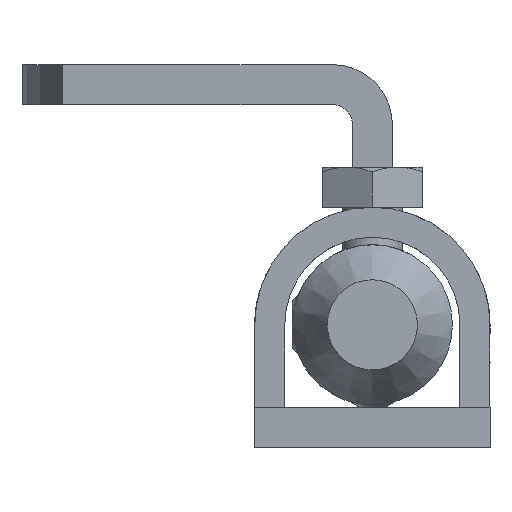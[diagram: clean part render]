
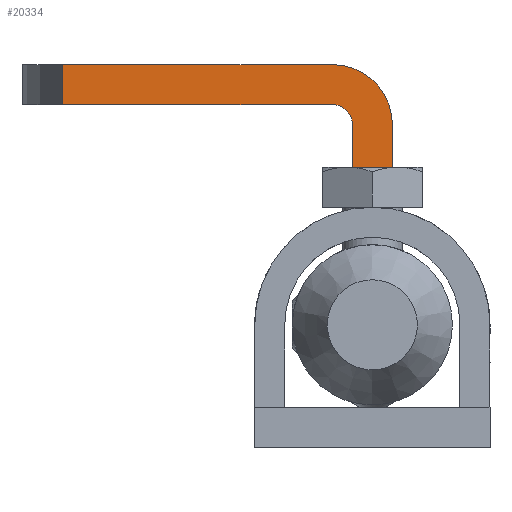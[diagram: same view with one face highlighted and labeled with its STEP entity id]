
A CAD part, front view. The second image highlights one B-rep face of the part: STEP entity #20334.
In plain terms, the highlighted planar face has unit normal (0, -1, 0).
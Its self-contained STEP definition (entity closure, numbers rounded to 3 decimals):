
#120 = CARTESIAN_POINT ( 'NONE',  ( 17.5, -17.5, -16. ) ) ;
#365 = ORIENTED_EDGE ( 'NONE', *, *, #17845, .F. ) ;
#439 = VERTEX_POINT ( 'NONE', #6595 ) ;
#452 = EDGE_CURVE ( 'NONE', #3106, #7035, #11760, .T. ) ;
#605 = ORIENTED_EDGE ( 'NONE', *, *, #20171, .F. ) ;
#1032 = EDGE_CURVE ( 'NONE', #14199, #3106, #5823, .T. ) ;
#1175 = CARTESIAN_POINT ( 'NONE',  ( 15.5, -17.5, 2. ) ) ;
#2963 = CARTESIAN_POINT ( 'NONE',  ( 21.5, -17.5, -16. ) ) ;
#3106 = VERTEX_POINT ( 'NONE', #8253 ) ;
#3614 = VERTEX_POINT ( 'NONE', #15930 ) ;
#3666 = CARTESIAN_POINT ( 'NONE',  ( 15.5, -17.5, -4. ) ) ;
#5061 = ORIENTED_EDGE ( 'NONE', *, *, #1032, .F. ) ;
#5530 = AXIS2_PLACEMENT_3D ( 'NONE', #20507, #7968, #6362 ) ;
#5823 = LINE ( 'NONE', #6764, #18962 ) ;
#6037 = DIRECTION ( 'NONE',  ( 0., 0., -1. ) ) ;
#6156 = CARTESIAN_POINT ( 'NONE',  ( 21.5, -17.5, -16. ) ) ;
#6362 = DIRECTION ( 'NONE',  ( 0., 0., -1. ) ) ;
#6595 = CARTESIAN_POINT ( 'NONE',  ( -11.469, -17.5, -2. ) ) ;
#6764 = CARTESIAN_POINT ( 'NONE',  ( 17.5, -17.5, -16. ) ) ;
#6822 = EDGE_CURVE ( 'NONE', #13992, #3614, #12924, .T. ) ;
#6990 = ORIENTED_EDGE ( 'NONE', *, *, #9971, .T. ) ;
#6991 = DIRECTION ( 'NONE',  ( -1., 0., 0. ) ) ;
#7035 = VERTEX_POINT ( 'NONE', #14373 ) ;
#7510 = ORIENTED_EDGE ( 'NONE', *, *, #6822, .F. ) ;
#7968 = DIRECTION ( 'NONE',  ( 0., -1., 0. ) ) ;
#8107 = DIRECTION ( 'NONE',  ( -1., 0., 0. ) ) ;
#8253 = CARTESIAN_POINT ( 'NONE',  ( 17.5, -17.5, -16. ) ) ;
#8605 = LINE ( 'NONE', #19670, #18541 ) ;
#9385 = FACE_OUTER_BOUND ( 'NONE', #19648, .T. ) ;
#9834 = EDGE_CURVE ( 'NONE', #3614, #14199, #17324, .T. ) ;
#9836 = PLANE ( 'NONE',  #10869 ) ;
#9848 = DIRECTION ( 'NONE',  ( 0., 0., -1. ) ) ;
#9971 = EDGE_CURVE ( 'NONE', #15020, #439, #16085, .T. ) ;
#10208 = CARTESIAN_POINT ( 'NONE',  ( 15.5, -17.5, -4. ) ) ;
#10807 = VECTOR ( 'NONE', #17398, 1000. ) ;
#10863 = VERTEX_POINT ( 'NONE', #17086 ) ;
#10869 = AXIS2_PLACEMENT_3D ( 'NONE', #3666, #13071, #17656 ) ;
#11164 = EDGE_CURVE ( 'NONE', #10863, #439, #8605, .T. ) ;
#11481 = CARTESIAN_POINT ( 'NONE',  ( -11.469, -17.5, -16. ) ) ;
#11760 = LINE ( 'NONE', #120, #10807 ) ;
#12222 = DIRECTION ( 'NONE',  ( 1., 0., 0. ) ) ;
#12615 = AXIS2_PLACEMENT_3D ( 'NONE', #10208, #14848, #14903 ) ;
#12880 = VECTOR ( 'NONE', #9848, 1000. ) ;
#12924 = CIRCLE ( 'NONE', #12615, 6. ) ;
#13071 = DIRECTION ( 'NONE',  ( 0., -1., 0. ) ) ;
#13118 = VECTOR ( 'NONE', #12222, 1000. ) ;
#13766 = ORIENTED_EDGE ( 'NONE', *, *, #11164, .F. ) ;
#13992 = VERTEX_POINT ( 'NONE', #19192 ) ;
#14199 = VERTEX_POINT ( 'NONE', #6156 ) ;
#14373 = CARTESIAN_POINT ( 'NONE',  ( 17.5, -17.5, -4. ) ) ;
#14797 = ORIENTED_EDGE ( 'NONE', *, *, #9834, .F. ) ;
#14848 = DIRECTION ( 'NONE',  ( 0., 1., 0. ) ) ;
#14903 = DIRECTION ( 'NONE',  ( 0., 0., -1. ) ) ;
#15020 = VERTEX_POINT ( 'NONE', #19667 ) ;
#15582 = VECTOR ( 'NONE', #6037, 1000. ) ;
#15930 = CARTESIAN_POINT ( 'NONE',  ( 21.5, -17.5, -4. ) ) ;
#16085 = LINE ( 'NONE', #11481, #12880 ) ;
#16574 = LINE ( 'NONE', #1175, #13118 ) ;
#17086 = CARTESIAN_POINT ( 'NONE',  ( 15.5, -17.5, -2. ) ) ;
#17324 = LINE ( 'NONE', #2963, #15582 ) ;
#17398 = DIRECTION ( 'NONE',  ( 0., 0., 1. ) ) ;
#17656 = DIRECTION ( 'NONE',  ( 0., 0., -1. ) ) ;
#17845 = EDGE_CURVE ( 'NONE', #15020, #13992, #16574, .T. ) ;
#18541 = VECTOR ( 'NONE', #6991, 1000. ) ;
#18962 = VECTOR ( 'NONE', #8107, 1000. ) ;
#19192 = CARTESIAN_POINT ( 'NONE',  ( 15.5, -17.5, 2. ) ) ;
#19540 = CIRCLE ( 'NONE', #5530, 2. ) ;
#19648 = EDGE_LOOP ( 'NONE', ( #365, #6990, #13766, #605, #20514, #5061, #14797, #7510 ) ) ;
#19667 = CARTESIAN_POINT ( 'NONE',  ( -11.469, -17.5, 2. ) ) ;
#19670 = CARTESIAN_POINT ( 'NONE',  ( 15.5, -17.5, -2. ) ) ;
#20171 = EDGE_CURVE ( 'NONE', #7035, #10863, #19540, .T. ) ;
#20334 = ADVANCED_FACE ( 'NONE', ( #9385 ), #9836, .T. ) ;
#20507 = CARTESIAN_POINT ( 'NONE',  ( 15.5, -17.5, -4. ) ) ;
#20514 = ORIENTED_EDGE ( 'NONE', *, *, #452, .F. ) ;
